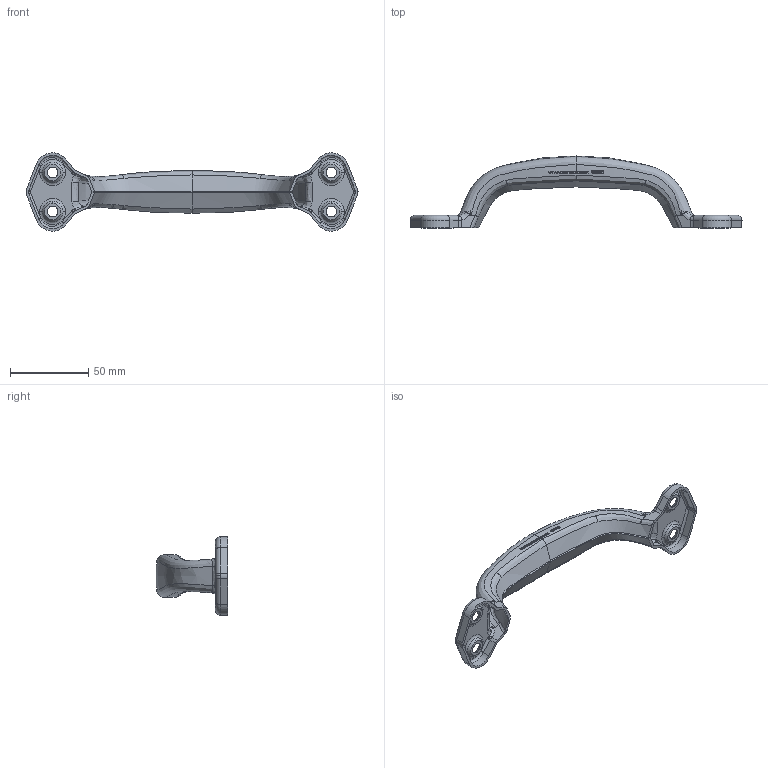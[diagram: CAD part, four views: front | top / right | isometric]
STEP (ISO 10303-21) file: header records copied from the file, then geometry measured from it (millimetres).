
FILE_DESCRIPTION (( 'STEP AP214' ), '1' );
FILE_NAME ('03058-Grab Handle Stainless Steel 210mm.STEP', '2018-08-20T03:18:09', ( '' ), ( '' ), 'SwSTEP 2.0', 'SolidWorks 2018', '' );
FILE_SCHEMA (( 'AUTOMOTIVE_DESIGN' ));
Length unit declared in the file: millimetre
Products named in the file (1): 03058-Grab Handle Stainless Steel 210mm
Bounding box: 212 x 45.95 x 50 mm (x, y, z)
Volume: 22701.7 mm3; surface area: 29744.1 mm2
Topology: 1 solids, 1 shells, 512 faces, 1348 edges, 848 vertices
Faces by surface type: bspline 306, plane 114, cylinder 44, torus 32, cone 16
Entity records: 37359 total; most frequent: CARTESIAN_POINT 27081, ORIENTED_EDGE 2664, EDGE_CURVE 1332, DIRECTION 1249, VERTEX_POINT 848, B_SPLINE_CURVE_WITH_KNOTS 738, EDGE_LOOP 550, FACE_OUTER_BOUND 512
